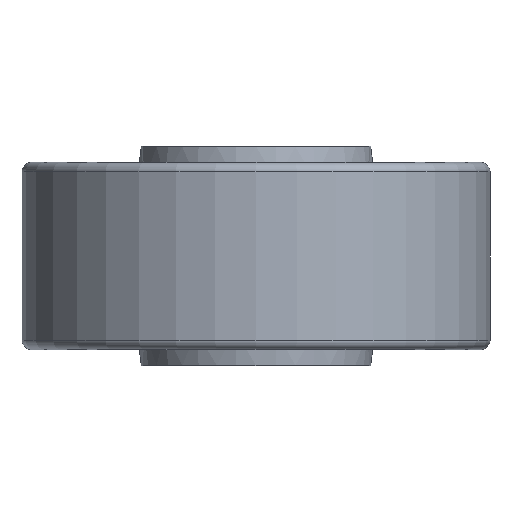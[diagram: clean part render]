
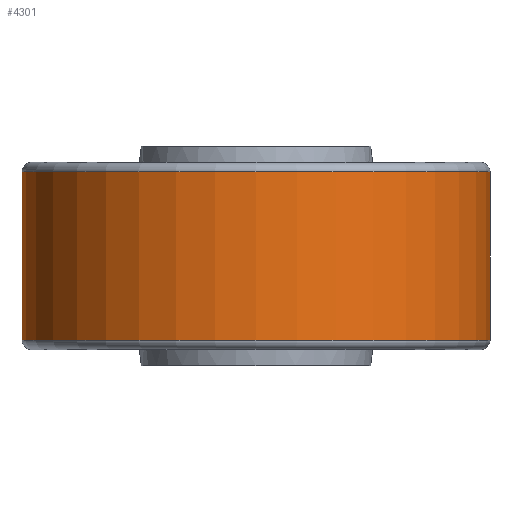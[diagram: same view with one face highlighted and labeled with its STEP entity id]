
A CAD part, front view. The second image highlights one B-rep face of the part: STEP entity #4301.
In plain terms, the highlighted cylindrical face has radius 50 mm (diameter 100 mm), a partial arc.
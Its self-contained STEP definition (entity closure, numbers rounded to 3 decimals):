
#275 = DIRECTION ( 'NONE',  ( 0., 0., -1. ) ) ;
#456 = ORIENTED_EDGE ( 'NONE', *, *, #4336, .F. ) ;
#533 = CIRCLE ( 'NONE', #1254, 50. ) ;
#636 = CARTESIAN_POINT ( 'NONE',  ( -50., 0., -18. ) ) ;
#759 = VECTOR ( 'NONE', #3943, 1000. ) ;
#1058 = AXIS2_PLACEMENT_3D ( 'NONE', #6244, #5800, #3866 ) ;
#1254 = AXIS2_PLACEMENT_3D ( 'NONE', #4245, #4156, #2674 ) ;
#1386 = ORIENTED_EDGE ( 'NONE', *, *, #2532, .T. ) ;
#1491 = ORIENTED_EDGE ( 'NONE', *, *, #2881, .T. ) ;
#1676 = CARTESIAN_POINT ( 'NONE',  ( -50., 0., 18. ) ) ;
#1742 = LINE ( 'NONE', #2345, #5245 ) ;
#1835 = DIRECTION ( 'NONE',  ( 0., 0., -1. ) ) ;
#1893 = CARTESIAN_POINT ( 'NONE',  ( 50., 0., 0. ) ) ;
#2345 = CARTESIAN_POINT ( 'NONE',  ( -50., 0., 0. ) ) ;
#2532 = EDGE_CURVE ( 'NONE', #5730, #3172, #533, .T. ) ;
#2674 = DIRECTION ( 'NONE',  ( -1., 0., 0. ) ) ;
#2771 = CYLINDRICAL_SURFACE ( 'NONE', #3603, 50. ) ;
#2881 = EDGE_CURVE ( 'NONE', #3332, #5959, #5002, .T. ) ;
#3172 = VERTEX_POINT ( 'NONE', #5594 ) ;
#3332 = VERTEX_POINT ( 'NONE', #4811 ) ;
#3389 = LINE ( 'NONE', #1893, #759 ) ;
#3603 = AXIS2_PLACEMENT_3D ( 'NONE', #4629, #275, #5718 ) ;
#3748 = FACE_OUTER_BOUND ( 'NONE', #5465, .T. ) ;
#3866 = DIRECTION ( 'NONE',  ( 1., 0., 0. ) ) ;
#3943 = DIRECTION ( 'NONE',  ( 0., 0., -1. ) ) ;
#4156 = DIRECTION ( 'NONE',  ( 0., 0., 1. ) ) ;
#4245 = CARTESIAN_POINT ( 'NONE',  ( 0., 0., -18. ) ) ;
#4301 = ADVANCED_FACE ( 'NONE', ( #3748 ), #2771, .T. ) ;
#4336 = EDGE_CURVE ( 'NONE', #3332, #3172, #3389, .T. ) ;
#4629 = CARTESIAN_POINT ( 'NONE',  ( 0., 0., 0. ) ) ;
#4811 = CARTESIAN_POINT ( 'NONE',  ( 50., 0., 18. ) ) ;
#5002 = CIRCLE ( 'NONE', #1058, 50. ) ;
#5080 = ORIENTED_EDGE ( 'NONE', *, *, #5769, .T. ) ;
#5245 = VECTOR ( 'NONE', #1835, 1000. ) ;
#5465 = EDGE_LOOP ( 'NONE', ( #456, #1491, #5080, #1386 ) ) ;
#5594 = CARTESIAN_POINT ( 'NONE',  ( 50., 0., -18. ) ) ;
#5718 = DIRECTION ( 'NONE',  ( -1., 0., 0. ) ) ;
#5730 = VERTEX_POINT ( 'NONE', #636 ) ;
#5769 = EDGE_CURVE ( 'NONE', #5959, #5730, #1742, .T. ) ;
#5800 = DIRECTION ( 'NONE',  ( 0., 0., -1. ) ) ;
#5959 = VERTEX_POINT ( 'NONE', #1676 ) ;
#6244 = CARTESIAN_POINT ( 'NONE',  ( 0., 0., 18. ) ) ;
